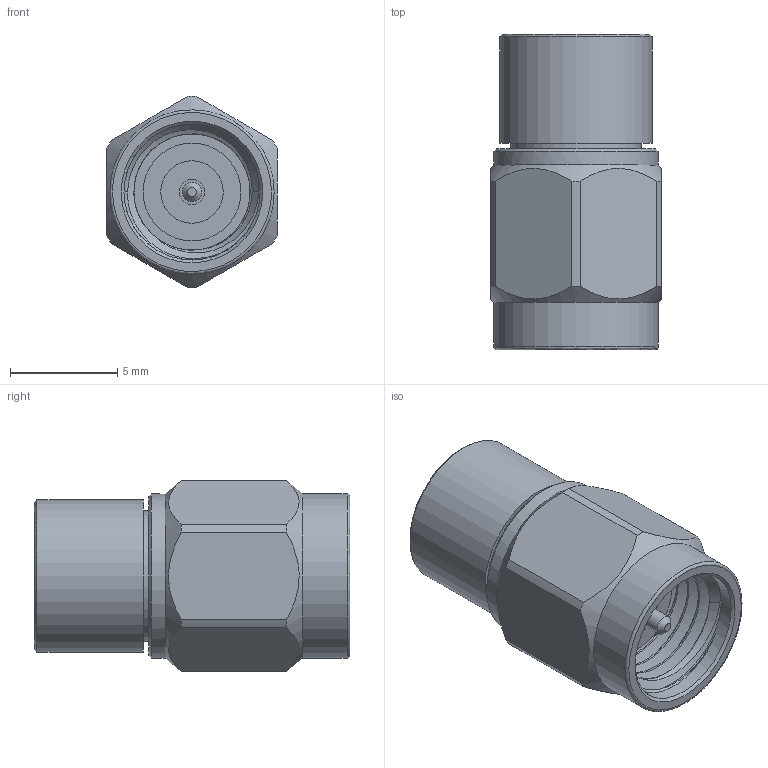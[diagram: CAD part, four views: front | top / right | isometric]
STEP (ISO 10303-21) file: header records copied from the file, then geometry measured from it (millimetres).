
FILE_DESCRIPTION (( 'STEP AP203' ), '1' );
FILE_NAME ('PE6085_3D.STEP', '2020-06-26T15:09:45', ( '' ), ( '' ), 'SwSTEP 2.0', 'SolidWorks 2018', '' );
FILE_SCHEMA (( 'CONFIG_CONTROL_DESIGN' ));
Length unit declared in the file: inch
Products named in the file (1): PE6085_3D
Bounding box: 7.94 x 14.73 x 8.93 mm (x, y, z)
Volume: 516.6 mm3; surface area: 804.5 mm2
Topology: 1 solids, 1 shells, 49 faces, 117 edges, 77 vertices
Faces by surface type: cylinder 20, plane 16, cone 9, bspline 4
Full cylindrical faces by diameter (mm): 0.914 x1, 1.168 x1, 2.92 x1, 4.572 x1, 6.096 x1, 6.35 x6, 7.112 x1, 7.671 x2
Entity records: 2317 total; most frequent: CARTESIAN_POINT 1376, DIRECTION 174, ORIENTED_EDGE 156, EDGE_CURVE 78, AXIS2_PLACEMENT_3D 78, EDGE_LOOP 68, VERTEX_POINT 60, FACE_OUTER_BOUND 54
